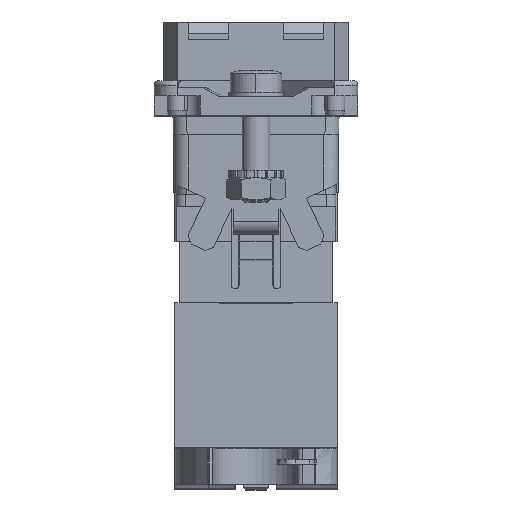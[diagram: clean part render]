
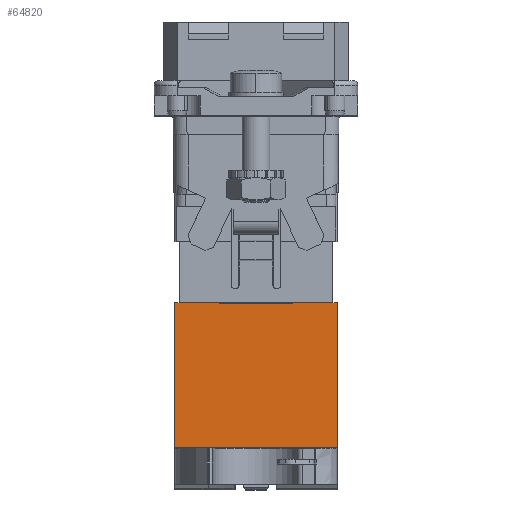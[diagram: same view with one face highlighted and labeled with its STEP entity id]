
A CAD part, top view. The second image highlights one B-rep face of the part: STEP entity #64820.
In plain terms, the highlighted face is planar.
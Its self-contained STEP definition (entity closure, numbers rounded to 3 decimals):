
#63950=CARTESIAN_POINT('',(42.585,62.459,-37.019)
);
#63960=DIRECTION('',(0.,-1.,0.));
#63970=DIRECTION('',(0.,0.,-1.));
#63980=AXIS2_PLACEMENT_3D('',#63950,#63960,#63970);
#63990=PLANE('',#63980);
#64000=CARTESIAN_POINT('',(49.835,62.46,-21.325));
#64010=DIRECTION('',(1.,0.,0.));
#64020=VECTOR('',#64010,1.);
#64030=LINE('',#64000,#64020);
#64040=CARTESIAN_POINT('',(58.235,62.46,-21.325));
#64050=VERTEX_POINT('',#64040);
#64060=CARTESIAN_POINT('',(58.735,62.46,-21.325));
#64070=VERTEX_POINT('',#64060);
#64080=EDGE_CURVE('',#64050,#64070,#64030,.T.);
#64090=ORIENTED_EDGE('',*,*,#64080,.T.);
#64100=CARTESIAN_POINT('',(49.835,62.46,-21.325));
#64110=DIRECTION('',(1.,0.,0.));
#64120=VECTOR('',#64110,1.);
#64130=LINE('',#64100,#64120);
#64140=CARTESIAN_POINT('',(53.82,62.46,-21.325));
#64150=VERTEX_POINT('',#64140);
#64160=EDGE_CURVE('',#64150,#64050,#64130,.T.);
#64170=ORIENTED_EDGE('',*,*,#64160,.T.);
#64180=CARTESIAN_POINT('',(53.82,62.46,-6.825)
);
#64190=DIRECTION('',(0.,0.,-1.));
#64200=VECTOR('',#64190,1.);
#64210=LINE('',#64180,#64200);
#64220=CARTESIAN_POINT('',(53.82,62.46,-21.355));
#64230=VERTEX_POINT('',#64220);
#64240=EDGE_CURVE('',#64150,#64230,#64210,.T.);
#64250=ORIENTED_EDGE('',*,*,#64240,.F.);
#64260=CARTESIAN_POINT('',(49.835,62.46,-21.355));
#64270=DIRECTION('',(1.,0.,0.));
#64280=VECTOR('',#64270,1.);
#64290=LINE('',#64260,#64280);
#64300=CARTESIAN_POINT('',(45.85,62.46,-21.355));
#64310=VERTEX_POINT('',#64300);
#64320=EDGE_CURVE('',#64310,#64230,#64290,.T.);
#64330=ORIENTED_EDGE('',*,*,#64320,.T.);
#64340=CARTESIAN_POINT('',(45.85,62.46,-6.825)
);
#64350=DIRECTION('',(0.,0.,-1.));
#64360=VECTOR('',#64350,1.);
#64370=LINE('',#64340,#64360);
#64380=CARTESIAN_POINT('',(45.85,62.46,-21.325));
#64390=VERTEX_POINT('',#64380);
#64400=EDGE_CURVE('',#64390,#64310,#64370,.T.);
#64410=ORIENTED_EDGE('',*,*,#64400,.T.);
#64420=CARTESIAN_POINT('',(49.835,62.46,-21.325));
#64430=DIRECTION('',(-1.,0.,0.));
#64440=VECTOR('',#64430,1.);
#64450=LINE('',#64420,#64440);
#64460=CARTESIAN_POINT('',(41.435,62.46,-21.325));
#64470=VERTEX_POINT('',#64460);
#64480=EDGE_CURVE('',#64390,#64470,#64450,.T.);
#64490=ORIENTED_EDGE('',*,*,#64480,.F.);
#64500=CARTESIAN_POINT('',(49.835,62.46,-21.325));
#64510=DIRECTION('',(-1.,0.,0.));
#64520=VECTOR('',#64510,1.);
#64530=LINE('',#64500,#64520);
#64540=CARTESIAN_POINT('',(40.935,62.46,-21.325));
#64550=VERTEX_POINT('',#64540);
#64560=EDGE_CURVE('',#64470,#64550,#64530,.T.);
#64570=ORIENTED_EDGE('',*,*,#64560,.F.);
#64580=CARTESIAN_POINT('',(40.935,62.46,-6.825)
);
#64590=DIRECTION('',(0.,0.,
-1.));
#64600=VECTOR('',#64590,1.);
#64610=LINE('',#64580,#64600);
#64620=CARTESIAN_POINT('',(40.935,62.459,-37.155)
);
#64630=VERTEX_POINT('',#64620);
#64640=EDGE_CURVE('',#64550,#64630,#64610,.T.);
#64650=ORIENTED_EDGE('',*,*,#64640,.F.);
#64660=CARTESIAN_POINT('',(49.835,62.459,-37.155)
);
#64670=DIRECTION('',(-1.,0.,0.));
#64680=VECTOR('',#64670,1.);
#64690=LINE('',#64660,#64680);
#64700=CARTESIAN_POINT('',(58.735,62.459,-37.155)
);
#64710=VERTEX_POINT('',#64700);
#64720=EDGE_CURVE('',#64710,#64630,#64690,.T.);
#64730=ORIENTED_EDGE('',*,*,#64720,.T.);
#64740=CARTESIAN_POINT('',(58.735,62.46,-6.825)
);
#64750=DIRECTION('',(0.,0.,
-1.));
#64760=VECTOR('',#64750,1.);
#64770=LINE('',#64740,#64760);
#64780=EDGE_CURVE('',#64070,#64710,#64770,.T.);
#64790=ORIENTED_EDGE('',*,*,#64780,.T.);
#64800=EDGE_LOOP('',(#64790,#64730,#64650,#64570,#64490,#64410,#64330,
#64250,#64170,#64090));
#64810=FACE_OUTER_BOUND('',#64800,.T.);
#64820=ADVANCED_FACE('',(#64810),#63990,.F.);
